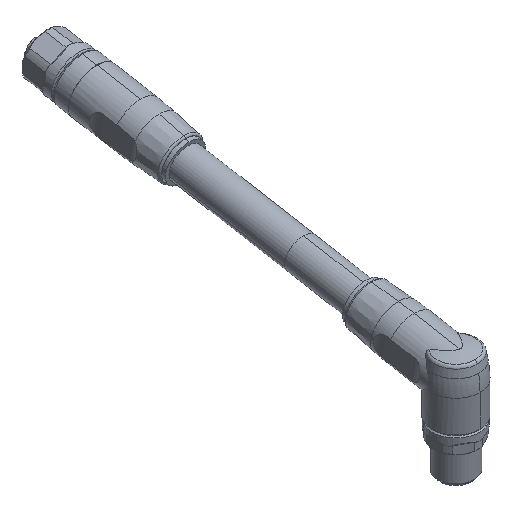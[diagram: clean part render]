
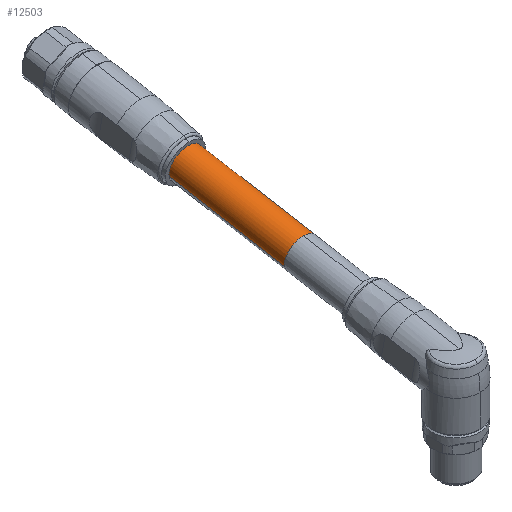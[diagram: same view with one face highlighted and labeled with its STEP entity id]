
A CAD part, isometric view. The second image highlights one B-rep face of the part: STEP entity #12503.
In plain terms, the highlighted cylindrical face has radius 5.3 mm (diameter 10.6 mm), a partial arc.
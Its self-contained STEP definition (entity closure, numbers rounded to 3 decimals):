
#68=AXIS2_PLACEMENT_3D('Circle Axis2P3D',#66,#67,$) ;
#94=AXIS2_PLACEMENT_3D('Circle Axis2P3D',#92,#93,$) ;
#12439=AXIS2_PLACEMENT_3D('Cylinder Axis2P3D',#12436,#12437,#12438) ;
#12482=AXIS2_PLACEMENT_3D('Circle Axis2P3D',#12480,#12481,$) ;
#40=CARTESIAN_POINT('Vertex',(7.9,57.697,42.212)) ;
#63=CARTESIAN_POINT('Vertex',(12.941,58.333,38.606)) ;
#66=CARTESIAN_POINT('Axis2P3D Location',(7.9,58.618,36.993)) ;
#92=CARTESIAN_POINT('Axis2P3D Location',(7.9,58.618,36.993)) ;
#96=CARTESIAN_POINT('Vertex',(2.859,58.902,35.38)) ;
#12436=CARTESIAN_POINT('Axis2P3D Location',(7.9,58.618,36.993)) ;
#12441=CARTESIAN_POINT('Line Origine',(2.859,58.902,35.38)) ;
#12445=CARTESIAN_POINT('Vertex',(2.859,96.62,42.031)) ;
#12462=CARTESIAN_POINT('Vertex',(12.941,96.051,45.257)) ;
#12465=CARTESIAN_POINT('Line Origine',(12.941,58.333,38.606)) ;
#12480=CARTESIAN_POINT('Axis2P3D Location',(7.9,96.336,43.644)) ;
#12484=CARTESIAN_POINT('Vertex',(7.9,95.415,48.863)) ;
#12488=CARTESIAN_POINT('Control Point',(7.9,95.415,48.863)) ;
#12489=CARTESIAN_POINT('Control Point',(5.902,95.415,48.863)) ;
#12490=CARTESIAN_POINT('Control Point',(3.899,95.578,47.941)) ;
#12491=CARTESIAN_POINT('Control Point',(2.514,95.909,46.064)) ;
#12492=CARTESIAN_POINT('Control Point',(2.242,96.29,43.902)) ;
#12493=CARTESIAN_POINT('Control Point',(2.859,96.62,42.031)) ;
#67=DIRECTION('Axis2P3D Direction',(0.,-0.985,-0.174)) ;
#93=DIRECTION('Axis2P3D Direction',(0.,-0.985,-0.174)) ;
#12437=DIRECTION('Axis2P3D Direction',(0.,0.985,0.174)) ;
#12438=DIRECTION('Axis2P3D XDirection',(0.951,-0.054,0.304)) ;
#12442=DIRECTION('Vector Direction',(0.,0.985,0.174)) ;
#12466=DIRECTION('Vector Direction',(0.,0.985,0.174)) ;
#12481=DIRECTION('Axis2P3D Direction',(0.,0.985,0.174)) ;
#12443=VECTOR('Line Direction',#12442,1.) ;
#12467=VECTOR('Line Direction',#12466,1.) ;
#12496=ORIENTED_EDGE('',*,*,#12469,.F.) ;
#12497=ORIENTED_EDGE('',*,*,#12486,.T.) ;
#12498=ORIENTED_EDGE('',*,*,#12494,.T.) ;
#12499=ORIENTED_EDGE('',*,*,#12447,.F.) ;
#12500=ORIENTED_EDGE('',*,*,#98,.T.) ;
#12501=ORIENTED_EDGE('',*,*,#70,.F.) ;
#12503=ADVANCED_FACE('Hauptk\X2\00F6\X0\rper',(#12502),#12440,.T.) ;
#12487=B_SPLINE_CURVE_WITH_KNOTS('',5,(#12488,#12489,#12490,#12491,#12492,#12493),.UNSPECIFIED.,.F.,.U.,(6,6),(-4.995,4.995),.UNSPECIFIED.) ;
#69=CIRCLE('generated circle',#68,5.3) ;
#95=CIRCLE('generated circle',#94,5.3) ;
#12483=CIRCLE('generated circle',#12482,5.3) ;
#12440=CYLINDRICAL_SURFACE('generated cylinder',#12439,5.3) ;
#70=EDGE_CURVE('',#64,#41,#69,.T.) ;
#98=EDGE_CURVE('',#97,#41,#95,.F.) ;
#12447=EDGE_CURVE('',#97,#12446,#12444,.T.) ;
#12469=EDGE_CURVE('',#12463,#64,#12468,.F.) ;
#12486=EDGE_CURVE('',#12463,#12485,#12483,.F.) ;
#12494=EDGE_CURVE('',#12485,#12446,#12487,.T.) ;
#12495=EDGE_LOOP('',(#12496,#12497,#12498,#12499,#12500,#12501)) ;
#12502=FACE_OUTER_BOUND('',#12495,.T.) ;
#12444=LINE('Line',#12441,#12443) ;
#12468=LINE('Line',#12465,#12467) ;
#41=VERTEX_POINT('',#40) ;
#64=VERTEX_POINT('',#63) ;
#97=VERTEX_POINT('',#96) ;
#12446=VERTEX_POINT('',#12445) ;
#12463=VERTEX_POINT('',#12462) ;
#12485=VERTEX_POINT('',#12484) ;
